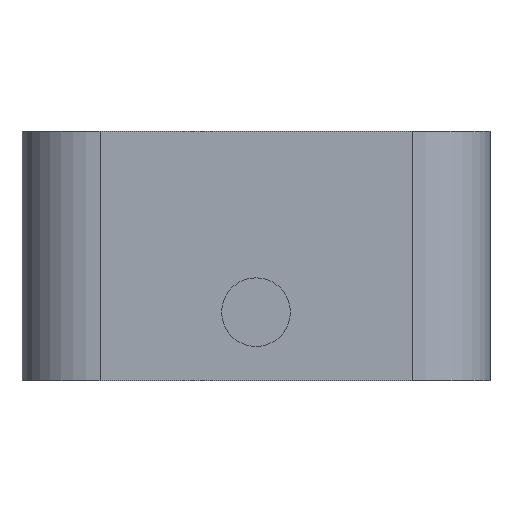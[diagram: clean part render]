
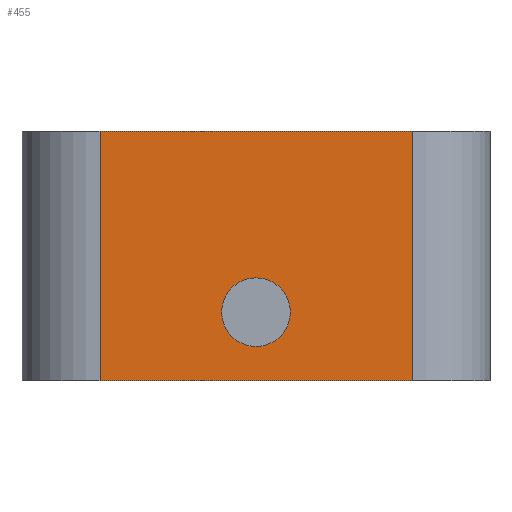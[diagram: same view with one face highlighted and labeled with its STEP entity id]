
A CAD part, front view. The second image highlights one B-rep face of the part: STEP entity #455.
In plain terms, the highlighted planar face has unit normal (0, -1, 0).
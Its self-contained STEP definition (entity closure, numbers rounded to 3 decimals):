
#17=FACE_BOUND('',#80,.T.);
#25=PLANE('',#509);
#50=FACE_OUTER_BOUND('',#79,.T.);
#79=EDGE_LOOP('',(#361,#362,#363,#364));
#80=EDGE_LOOP('',(#365));
#105=LINE('',#709,#150);
#118=LINE('',#742,#163);
#119=LINE('',#745,#164);
#120=LINE('',#746,#165);
#150=VECTOR('',#576,10.);
#163=VECTOR('',#603,10.);
#164=VECTOR('',#606,10.);
#165=VECTOR('',#607,10.);
#188=CIRCLE('',#489,5.5);
#206=VERTEX_POINT('',#675);
#217=VERTEX_POINT('',#706);
#218=VERTEX_POINT('',#708);
#231=VERTEX_POINT('',#740);
#232=VERTEX_POINT('',#744);
#249=EDGE_CURVE('',#206,#206,#188,.T.);
#264=EDGE_CURVE('',#218,#217,#105,.T.);
#281=EDGE_CURVE('',#218,#231,#118,.T.);
#282=EDGE_CURVE('',#232,#217,#119,.T.);
#283=EDGE_CURVE('',#231,#232,#120,.T.);
#361=ORIENTED_EDGE('',*,*,#281,.F.);
#362=ORIENTED_EDGE('',*,*,#264,.T.);
#363=ORIENTED_EDGE('',*,*,#282,.F.);
#364=ORIENTED_EDGE('',*,*,#283,.F.);
#365=ORIENTED_EDGE('',*,*,#249,.T.);
#455=ADVANCED_FACE('',(#50,#17),#25,.T.);
#489=AXIS2_PLACEMENT_3D('',#676,#542,#543);
#509=AXIS2_PLACEMENT_3D('',#743,#604,#605);
#542=DIRECTION('center_axis',(0.,1.,0.));
#543=DIRECTION('ref_axis',(1.,0.,0.));
#576=DIRECTION('',(-1.,0.,0.));
#603=DIRECTION('',(0.,0.,-1.));
#604=DIRECTION('center_axis',(0.,-1.,0.));
#605=DIRECTION('ref_axis',(-1.,0.,0.));
#606=DIRECTION('',(0.,0.,1.));
#607=DIRECTION('',(-1.,0.,0.));
#675=CARTESIAN_POINT('',(22.,-5.,-29.));
#676=CARTESIAN_POINT('Origin',(27.5,-5.,-29.));
#706=CARTESIAN_POINT('',(2.5,-5.,0.));
#708=CARTESIAN_POINT('',(52.5,-5.,0.));
#709=CARTESIAN_POINT('',(65.,-5.,0.));
#740=CARTESIAN_POINT('',(52.5,-5.,-40.));
#742=CARTESIAN_POINT('',(52.5,-5.,0.));
#743=CARTESIAN_POINT('Origin',(65.,-5.,0.));
#744=CARTESIAN_POINT('',(2.5,-5.,-40.));
#745=CARTESIAN_POINT('',(2.5,-5.,0.));
#746=CARTESIAN_POINT('',(65.,-5.,-40.));
